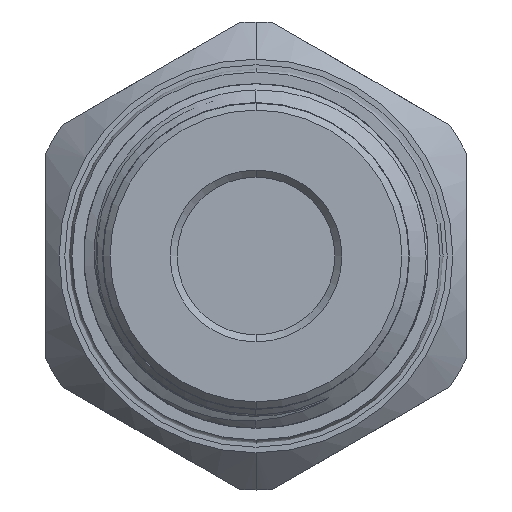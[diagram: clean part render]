
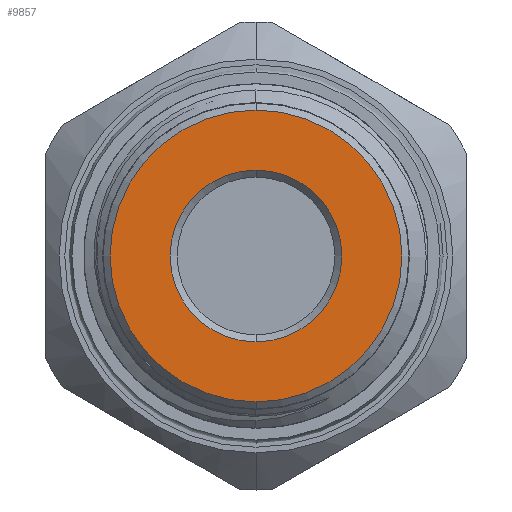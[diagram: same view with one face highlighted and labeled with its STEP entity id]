
A CAD part, left-side view. The second image highlights one B-rep face of the part: STEP entity #9857.
In plain terms, the highlighted planar face has unit normal (-1, 0, 0).
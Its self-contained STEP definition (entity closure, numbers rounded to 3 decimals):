
#471 = CARTESIAN_POINT ( 'NONE',  ( -38.499, 0., -8.325 ) ) ;
#499 = CARTESIAN_POINT ( 'NONE',  ( -38.499, 0., -4.9 ) ) ;
#648 = CARTESIAN_POINT ( 'NONE',  ( -38.499, 0., 4.9 ) ) ;
#730 = CARTESIAN_POINT ( 'NONE',  ( -38.499, 0., 8.325 ) ) ;
#1688 = FACE_BOUND ( 'NONE', #4645, .T. ) ;
#1725 = FACE_OUTER_BOUND ( 'NONE', #4835, .T. ) ;
#2144 = CIRCLE ( 'NONE', #4075, 8.325 ) ;
#2166 = CIRCLE ( 'NONE', #4065, 4.9 ) ;
#2167 = CIRCLE ( 'NONE', #4118, 8.325 ) ;
#2306 = CIRCLE ( 'NONE', #4158, 4.9 ) ;
#3554 = DIRECTION ( 'NONE',  ( -1., 0., 0. ) ) ;
#3555 = DIRECTION ( 'NONE',  ( 0., 0., 1. ) ) ;
#3572 = CARTESIAN_POINT ( 'NONE',  ( -38.499, 0., 0. ) ) ;
#3574 = DIRECTION ( 'NONE',  ( 1., 0., 0. ) ) ;
#3575 = DIRECTION ( 'NONE',  ( 0., 0., -1. ) ) ;
#3583 = CARTESIAN_POINT ( 'NONE',  ( -38.499, 0., 0. ) ) ;
#4065 = AXIS2_PLACEMENT_3D ( 'NONE', #3572, #3574, #3575 ) ;
#4075 = AXIS2_PLACEMENT_3D ( 'NONE', #7438, #7302, #7307 ) ;
#4118 = AXIS2_PLACEMENT_3D ( 'NONE', #3583, #3554, #3555 ) ;
#4158 = AXIS2_PLACEMENT_3D ( 'NONE', #8284, #8283, #8277 ) ;
#4509 = VERTEX_POINT ( 'NONE', #499 ) ;
#4645 = EDGE_LOOP ( 'NONE', ( #5227, #5270 ) ) ;
#4699 = VERTEX_POINT ( 'NONE', #648 ) ;
#4776 = VERTEX_POINT ( 'NONE', #730 ) ;
#4835 = EDGE_LOOP ( 'NONE', ( #5267, #5219 ) ) ;
#5083 = VERTEX_POINT ( 'NONE', #471 ) ;
#5219 = ORIENTED_EDGE ( 'NONE', *, *, #13363, .T. ) ;
#5227 = ORIENTED_EDGE ( 'NONE', *, *, #13119, .T. ) ;
#5267 = ORIENTED_EDGE ( 'NONE', *, *, #13450, .T. ) ;
#5270 = ORIENTED_EDGE ( 'NONE', *, *, #13452, .T. ) ;
#7302 = DIRECTION ( 'NONE',  ( -1., 0., 0. ) ) ;
#7307 = DIRECTION ( 'NONE',  ( 0., 0., 1. ) ) ;
#7438 = CARTESIAN_POINT ( 'NONE',  ( -38.499, 0., 0. ) ) ;
#8277 = DIRECTION ( 'NONE',  ( 0., 0., -1. ) ) ;
#8283 = DIRECTION ( 'NONE',  ( 1., 0., 0. ) ) ;
#8284 = CARTESIAN_POINT ( 'NONE',  ( -38.499, 0., 0. ) ) ;
#9857 = ADVANCED_FACE ( 'NONE', ( #1688, #1725 ), #12456, .F. ) ;
#12456 = PLANE ( 'NONE',  #13285 ) ;
#12473 = CARTESIAN_POINT ( 'NONE',  ( -38.499, 0., 0. ) ) ;
#12509 = DIRECTION ( 'NONE',  ( 0., 0., -1. ) ) ;
#12836 = DIRECTION ( 'NONE',  ( 1., 0., 0. ) ) ;
#13119 = EDGE_CURVE ( 'NONE', #4699, #4509, #2306, .T. ) ;
#13285 = AXIS2_PLACEMENT_3D ( 'NONE', #12473, #12836, #12509 ) ;
#13363 = EDGE_CURVE ( 'NONE', #4776, #5083, #2144, .T. ) ;
#13450 = EDGE_CURVE ( 'NONE', #5083, #4776, #2167, .T. ) ;
#13452 = EDGE_CURVE ( 'NONE', #4509, #4699, #2166, .T. ) ;
